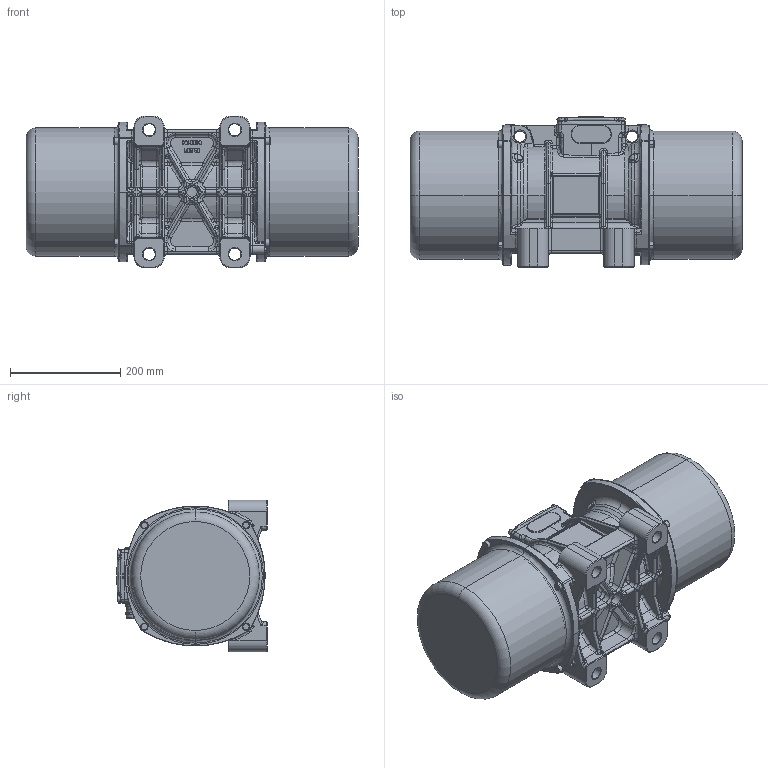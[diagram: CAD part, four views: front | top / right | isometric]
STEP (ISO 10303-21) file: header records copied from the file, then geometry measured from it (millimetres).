
FILE_DESCRIPTION (( 'STEP AP214' ), '1' );
FILE_NAME ('NEG 253050-50-60Hz.STEP', '2022-08-18T12:18:42', ( '' ), ( '' ), 'SwSTEP 2.0', 'SolidWorks 2015', '' );
FILE_SCHEMA (( 'AUTOMOTIVE_DESIGN' ));
Length unit declared in the file: millimetre
Products named in the file (1): NEG 253050-50-60Hz
Bounding box: 601 x 271.68 x 275 mm (x, y, z)
Volume: 22988100.8 mm3; surface area: 1331925.6 mm2
Topology: 8 solids, 8 shells, 2696 faces, 6384 edges, 3665 vertices
Faces by surface type: bspline 1133, cylinder 666, plane 453, torus 236, cone 170, sphere 38
Entity records: 136505 total; most frequent: CARTESIAN_POINT 81266, ORIENTED_EDGE 12514, DIRECTION 9755, EDGE_CURVE 6257, AXIS2_PLACEMENT_3D 3956, VERTEX_POINT 3665, EDGE_LOOP 2804, FACE_OUTER_BOUND 2696
